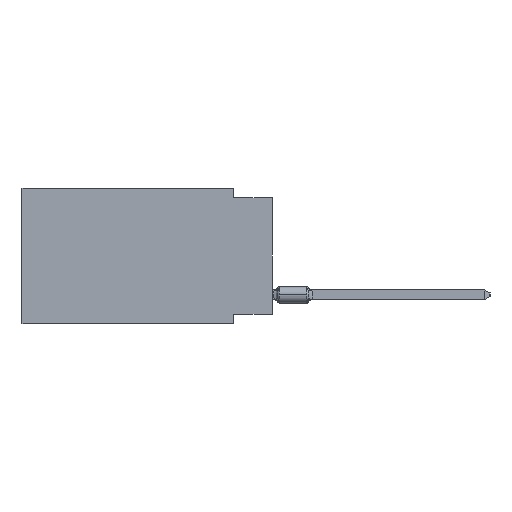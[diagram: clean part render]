
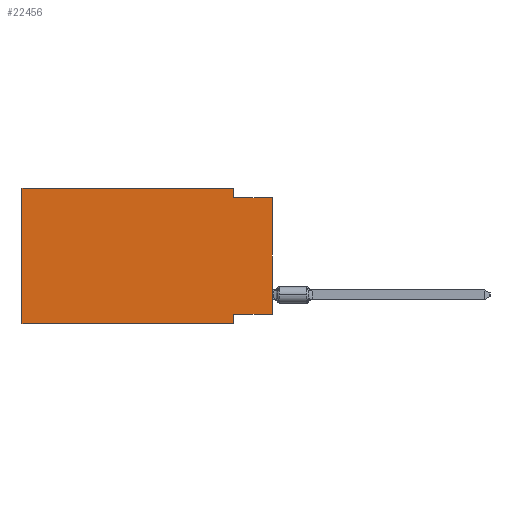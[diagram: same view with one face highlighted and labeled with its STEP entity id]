
A CAD part, left-side view. The second image highlights one B-rep face of the part: STEP entity #22456.
In plain terms, the highlighted planar face has unit normal (-1, 0, 0).
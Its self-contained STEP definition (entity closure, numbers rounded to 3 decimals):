
#843 = CARTESIAN_POINT ( 'NONE',  ( 0., 0., -0.635 ) ) ;
#1008 = EDGE_CURVE ( 'NONE', #26020, #26507, #21845, .T. ) ;
#1952 = VERTEX_POINT ( 'NONE', #10911 ) ;
#2848 = LINE ( 'NONE', #20333, #21688 ) ;
#2930 = CARTESIAN_POINT ( 'NONE',  ( 0., 2.54, -8.89 ) ) ;
#3689 = VECTOR ( 'NONE', #31635, 1000. ) ;
#5242 = CARTESIAN_POINT ( 'NONE',  ( 0., 2.54, -0.635 ) ) ;
#5701 = EDGE_CURVE ( 'NONE', #1952, #26913, #15683, .T. ) ;
#6390 = CARTESIAN_POINT ( 'NONE',  ( 0., 16.383, 0. ) ) ;
#6908 = EDGE_CURVE ( 'NONE', #26507, #31319, #31428, .T. ) ;
#7258 = EDGE_CURVE ( 'NONE', #9876, #29650, #2848, .T. ) ;
#7415 = ORIENTED_EDGE ( 'NONE', *, *, #7258, .F. ) ;
#7751 = DIRECTION ( 'NONE',  ( 0., -1., 0. ) ) ;
#8256 = VECTOR ( 'NONE', #7751, 1000. ) ;
#8265 = CARTESIAN_POINT ( 'NONE',  ( 0., 2.54, -8.255 ) ) ;
#9123 = VERTEX_POINT ( 'NONE', #23115 ) ;
#9252 = DIRECTION ( 'NONE',  ( 0., -1., 0. ) ) ;
#9829 = EDGE_CURVE ( 'NONE', #1952, #9123, #12056, .T. ) ;
#9876 = VERTEX_POINT ( 'NONE', #17555 ) ;
#10182 = CARTESIAN_POINT ( 'NONE',  ( 0., 16.383, -8.89 ) ) ;
#10911 = CARTESIAN_POINT ( 'NONE',  ( 0., 16.383, -8.89 ) ) ;
#11351 = CARTESIAN_POINT ( 'NONE',  ( 0., 2.54, 0. ) ) ;
#11903 = VECTOR ( 'NONE', #12259, 1000. ) ;
#12056 = LINE ( 'NONE', #14329, #3689 ) ;
#12259 = DIRECTION ( 'NONE',  ( 0., -1., 0. ) ) ;
#13214 = CARTESIAN_POINT ( 'NONE',  ( 0., 2.54, -8.89 ) ) ;
#13528 = PLANE ( 'NONE',  #29882 ) ;
#14021 = DIRECTION ( 'NONE',  ( 0., 0., -1. ) ) ;
#14329 = CARTESIAN_POINT ( 'NONE',  ( 0., 16.383, 0. ) ) ;
#14690 = CARTESIAN_POINT ( 'NONE',  ( 0., 16.383, 0. ) ) ;
#15683 = LINE ( 'NONE', #10182, #8256 ) ;
#16287 = ORIENTED_EDGE ( 'NONE', *, *, #1008, .F. ) ;
#17555 = CARTESIAN_POINT ( 'NONE',  ( 0., 0., -8.255 ) ) ;
#17764 = VECTOR ( 'NONE', #30121, 1000. ) ;
#18736 = CARTESIAN_POINT ( 'NONE',  ( 0., 2.54, 0. ) ) ;
#19082 = VECTOR ( 'NONE', #9252, 1000. ) ;
#19113 = ORIENTED_EDGE ( 'NONE', *, *, #19996, .F. ) ;
#19420 = VECTOR ( 'NONE', #23813, 1000. ) ;
#19996 = EDGE_CURVE ( 'NONE', #9123, #26020, #24880, .T. ) ;
#20333 = CARTESIAN_POINT ( 'NONE',  ( 0., 0., -8.255 ) ) ;
#21688 = VECTOR ( 'NONE', #26089, 1000. ) ;
#21845 = LINE ( 'NONE', #11351, #19420 ) ;
#22332 = ORIENTED_EDGE ( 'NONE', *, *, #5701, .T. ) ;
#22456 = ADVANCED_FACE ( 'NONE', ( #30820 ), #13528, .F. ) ;
#22527 = CARTESIAN_POINT ( 'NONE',  ( 0., 0., 0. ) ) ;
#23115 = CARTESIAN_POINT ( 'NONE',  ( 0., 16.383, 0. ) ) ;
#23813 = DIRECTION ( 'NONE',  ( 0., 0., -1. ) ) ;
#24306 = ORIENTED_EDGE ( 'NONE', *, *, #6908, .F. ) ;
#24495 = EDGE_LOOP ( 'NONE', ( #29090, #24306, #16287, #19113, #27734, #22332, #29967, #7415 ) ) ;
#24880 = LINE ( 'NONE', #14690, #11903 ) ;
#25504 = LINE ( 'NONE', #13214, #30307 ) ;
#25927 = CARTESIAN_POINT ( 'NONE',  ( 0., 0., -0.635 ) ) ;
#26020 = VERTEX_POINT ( 'NONE', #18736 ) ;
#26089 = DIRECTION ( 'NONE',  ( 0., 1., 0. ) ) ;
#26319 = EDGE_CURVE ( 'NONE', #29650, #26913, #25504, .T. ) ;
#26507 = VERTEX_POINT ( 'NONE', #5242 ) ;
#26913 = VERTEX_POINT ( 'NONE', #2930 ) ;
#27211 = LINE ( 'NONE', #22527, #17764 ) ;
#27734 = ORIENTED_EDGE ( 'NONE', *, *, #9829, .F. ) ;
#28066 = DIRECTION ( 'NONE',  ( 0., 0., -1. ) ) ;
#28131 = EDGE_CURVE ( 'NONE', #9876, #31319, #27211, .T. ) ;
#29090 = ORIENTED_EDGE ( 'NONE', *, *, #28131, .T. ) ;
#29650 = VERTEX_POINT ( 'NONE', #8265 ) ;
#29882 = AXIS2_PLACEMENT_3D ( 'NONE', #6390, #31474, #14021 ) ;
#29967 = ORIENTED_EDGE ( 'NONE', *, *, #26319, .F. ) ;
#30121 = DIRECTION ( 'NONE',  ( 0., 0., 1. ) ) ;
#30307 = VECTOR ( 'NONE', #28066, 1000. ) ;
#30820 = FACE_OUTER_BOUND ( 'NONE', #24495, .T. ) ;
#31319 = VERTEX_POINT ( 'NONE', #843 ) ;
#31428 = LINE ( 'NONE', #25927, #19082 ) ;
#31474 = DIRECTION ( 'NONE',  ( 1., 0., 0. ) ) ;
#31635 = DIRECTION ( 'NONE',  ( 0., 0., 1. ) ) ;
